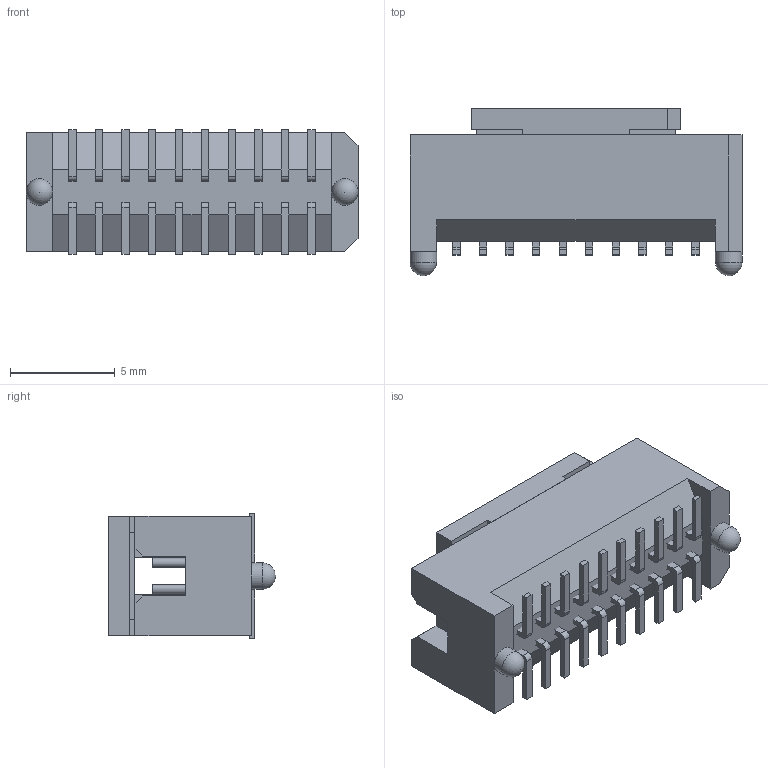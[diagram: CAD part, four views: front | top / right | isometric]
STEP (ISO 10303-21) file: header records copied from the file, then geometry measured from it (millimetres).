
FILE_DESCRIPTION( ( 'STEP AP214' ), '1' );
FILE_NAME( 'TFC-110-02-F-D-A-P-FR.stp', '2022-02-05T18:44:48', ( 'License CC BY-ND 4.0' ), ( 'CADENAS' ), ' ', 'PARTsolutions', ' ' );
FILE_SCHEMA( ( 'AUTOMOTIVE_DESIGN { 1 0 10303 214 1 1 1 1 }' ) );
Length unit declared in the file: inch
Products named in the file (4): TFC-110-02-F-D-A-P-FR; _TFC-110-02-L-D-A-P_terminal; _TFC-110-02-L-D_pins; _TFC-PPP-04_plastic_pick
Assembly tree (3 placements, depth 2):
  TFC-110-02-F-D-A-P-FR
    _TFC-110-02-L-D-A-P_terminal
    _TFC-110-02-L-D_pins
    _TFC-PPP-04_plastic_pick
Bounding box: 15.88 x 8 x 5.97 mm (x, y, z)
Volume: 363.8 mm3; surface area: 998.7 mm2
Topology: 3 solids, 3 shells, 288 faces, 795 edges, 533 vertices
Faces by surface type: plane 224, cylinder 62, sphere 2
Full cylindrical faces by diameter (mm): 0.457 x20, 1.27 x2
Entity records: 11145 total; most frequent: CARTESIAN_POINT 1546, ORIENTED_EDGE 1490, DIRECTION 1455, EDGE_CURVE 745, LINE 619, VECTOR 619, VERTEX_POINT 509, AXIS2_PLACEMENT_3D 418
